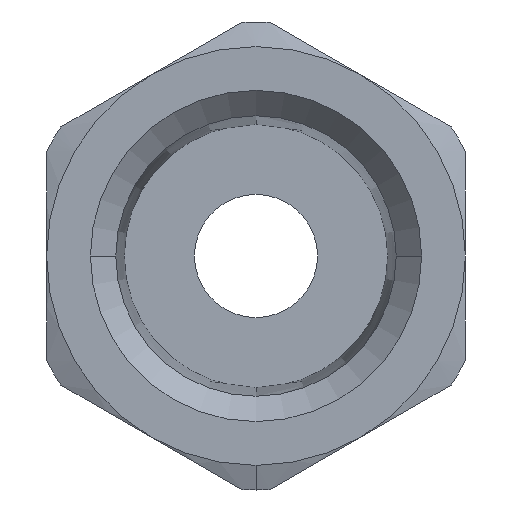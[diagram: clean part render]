
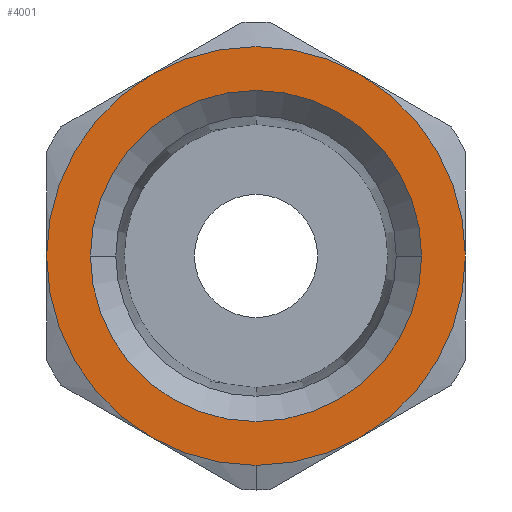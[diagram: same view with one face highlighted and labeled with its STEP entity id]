
A CAD part, left-side view. The second image highlights one B-rep face of the part: STEP entity #4001.
In plain terms, the highlighted planar face has unit normal (-1, 0, 0).
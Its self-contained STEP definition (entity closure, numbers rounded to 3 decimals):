
#258 = EDGE_CURVE ( 'NONE', #4530, #7179, #3595, .T. ) ;
#278 = VERTEX_POINT ( 'NONE', #4765 ) ;
#372 = ORIENTED_EDGE ( 'NONE', *, *, #6875, .F. ) ;
#446 = CARTESIAN_POINT ( 'NONE',  ( -16.35, 8.5, 0.01 ) ) ;
#653 = DIRECTION ( 'NONE',  ( 1., 0., 0. ) ) ;
#889 = CARTESIAN_POINT ( 'NONE',  ( -16.35, 0., 0.01 ) ) ;
#1161 = CIRCLE ( 'NONE', #7403, 8.5 ) ;
#1356 = ORIENTED_EDGE ( 'NONE', *, *, #2205, .T. ) ;
#1377 = VERTEX_POINT ( 'NONE', #2248 ) ;
#1486 = DIRECTION ( 'NONE',  ( 0., -1., 0. ) ) ;
#1487 = CIRCLE ( 'NONE', #3991, 8.5 ) ;
#1594 = DIRECTION ( 'NONE',  ( 0., 0., -1. ) ) ;
#1653 = DIRECTION ( 'NONE',  ( 0., 0., -1. ) ) ;
#1751 = CARTESIAN_POINT ( 'NONE',  ( -16.35, 4.25, 7.371 ) ) ;
#1829 = EDGE_LOOP ( 'NONE', ( #1356, #4158 ) ) ;
#1891 = ORIENTED_EDGE ( 'NONE', *, *, #8490, .F. ) ;
#2140 = EDGE_LOOP ( 'NONE', ( #3720, #1891, #372, #4626, #3851, #7233, #4819 ) ) ;
#2202 = EDGE_CURVE ( 'NONE', #7179, #8943, #5170, .T. ) ;
#2205 = EDGE_CURVE ( 'NONE', #2267, #3832, #5426, .T. ) ;
#2248 = CARTESIAN_POINT ( 'NONE',  ( -16.35, -4.25, -7.351 ) ) ;
#2267 = VERTEX_POINT ( 'NONE', #9560 ) ;
#2286 = CARTESIAN_POINT ( 'NONE',  ( -16.35, 4.25, -7.351 ) ) ;
#2328 = AXIS2_PLACEMENT_3D ( 'NONE', #889, #7099, #2444 ) ;
#2444 = DIRECTION ( 'NONE',  ( 0., 0., -1. ) ) ;
#2601 = CARTESIAN_POINT ( 'NONE',  ( -16.35, 0., 0.01 ) ) ;
#2636 = DIRECTION ( 'NONE',  ( 1., 0., 0. ) ) ;
#2945 = CARTESIAN_POINT ( 'NONE',  ( -16.35, 0., 0.01 ) ) ;
#3023 = DIRECTION ( 'NONE',  ( 0., 0., -1. ) ) ;
#3245 = DIRECTION ( 'NONE',  ( 1., 0., 0. ) ) ;
#3406 = EDGE_CURVE ( 'NONE', #8961, #4530, #6297, .T. ) ;
#3464 = DIRECTION ( 'NONE',  ( 0., 0., -1. ) ) ;
#3595 = CIRCLE ( 'NONE', #2328, 8.5 ) ;
#3647 = EDGE_CURVE ( 'NONE', #1377, #7825, #8352, .T. ) ;
#3720 = ORIENTED_EDGE ( 'NONE', *, *, #3647, .F. ) ;
#3832 = VERTEX_POINT ( 'NONE', #4537 ) ;
#3851 = ORIENTED_EDGE ( 'NONE', *, *, #258, .F. ) ;
#3897 = CARTESIAN_POINT ( 'NONE',  ( -16.35, 0., 0.01 ) ) ;
#3991 = AXIS2_PLACEMENT_3D ( 'NONE', #9356, #4602, #6127 ) ;
#4001 = ADVANCED_FACE ( 'NONE', ( #5920, #6277 ), #7852, .F. ) ;
#4158 = ORIENTED_EDGE ( 'NONE', *, *, #7075, .T. ) ;
#4530 = VERTEX_POINT ( 'NONE', #446 ) ;
#4537 = CARTESIAN_POINT ( 'NONE',  ( -16.35, 6.722, 0.01 ) ) ;
#4602 = DIRECTION ( 'NONE',  ( 1., 0., 0. ) ) ;
#4626 = ORIENTED_EDGE ( 'NONE', *, *, #2202, .F. ) ;
#4716 = DIRECTION ( 'NONE',  ( 0., -1., 0. ) ) ;
#4765 = CARTESIAN_POINT ( 'NONE',  ( -16.35, -8.5, 0.01 ) ) ;
#4819 = ORIENTED_EDGE ( 'NONE', *, *, #9166, .F. ) ;
#5060 = CARTESIAN_POINT ( 'NONE',  ( -16.35, 0., -8.49 ) ) ;
#5170 = CIRCLE ( 'NONE', #9809, 8.5 ) ;
#5267 = AXIS2_PLACEMENT_3D ( 'NONE', #3897, #5557, #4716 ) ;
#5426 = CIRCLE ( 'NONE', #5267, 6.722 ) ;
#5557 = DIRECTION ( 'NONE',  ( 1., 0., 0. ) ) ;
#5567 = CARTESIAN_POINT ( 'NONE',  ( -16.35, 0., 0.01 ) ) ;
#5920 = FACE_BOUND ( 'NONE', #1829, .T. ) ;
#5975 = DIRECTION ( 'NONE',  ( 1., 0., 0. ) ) ;
#6038 = DIRECTION ( 'NONE',  ( 1., 0., 0. ) ) ;
#6089 = AXIS2_PLACEMENT_3D ( 'NONE', #5567, #3245, #7184 ) ;
#6127 = DIRECTION ( 'NONE',  ( 0., 0., -1. ) ) ;
#6143 = AXIS2_PLACEMENT_3D ( 'NONE', #9292, #6268, #1653 ) ;
#6268 = DIRECTION ( 'NONE',  ( 1., 0., 0. ) ) ;
#6277 = FACE_OUTER_BOUND ( 'NONE', #2140, .T. ) ;
#6297 = CIRCLE ( 'NONE', #9661, 8.5 ) ;
#6875 = EDGE_CURVE ( 'NONE', #8943, #278, #1161, .T. ) ;
#7075 = EDGE_CURVE ( 'NONE', #3832, #2267, #9020, .T. ) ;
#7099 = DIRECTION ( 'NONE',  ( 1., 0., 0. ) ) ;
#7179 = VERTEX_POINT ( 'NONE', #1751 ) ;
#7184 = DIRECTION ( 'NONE',  ( 0., 0., -1. ) ) ;
#7233 = ORIENTED_EDGE ( 'NONE', *, *, #3406, .F. ) ;
#7360 = AXIS2_PLACEMENT_3D ( 'NONE', #2601, #2636, #3464 ) ;
#7403 = AXIS2_PLACEMENT_3D ( 'NONE', #9747, #5975, #9000 ) ;
#7769 = DIRECTION ( 'NONE',  ( 1., 0., 0. ) ) ;
#7825 = VERTEX_POINT ( 'NONE', #5060 ) ;
#7852 = PLANE ( 'NONE',  #6089 ) ;
#8352 = CIRCLE ( 'NONE', #6143, 8.5 ) ;
#8401 = CIRCLE ( 'NONE', #7360, 8.5 ) ;
#8490 = EDGE_CURVE ( 'NONE', #278, #1377, #1487, .T. ) ;
#8943 = VERTEX_POINT ( 'NONE', #9300 ) ;
#8961 = VERTEX_POINT ( 'NONE', #2286 ) ;
#9000 = DIRECTION ( 'NONE',  ( 0., 0., -1. ) ) ;
#9020 = CIRCLE ( 'NONE', #9281, 6.722 ) ;
#9150 = CARTESIAN_POINT ( 'NONE',  ( -16.35, 0., 0.01 ) ) ;
#9166 = EDGE_CURVE ( 'NONE', #7825, #8961, #8401, .T. ) ;
#9281 = AXIS2_PLACEMENT_3D ( 'NONE', #2945, #6038, #1486 ) ;
#9292 = CARTESIAN_POINT ( 'NONE',  ( -16.35, 0., 0.01 ) ) ;
#9300 = CARTESIAN_POINT ( 'NONE',  ( -16.35, -4.25, 7.371 ) ) ;
#9305 = CARTESIAN_POINT ( 'NONE',  ( -16.35, 0., 0.01 ) ) ;
#9356 = CARTESIAN_POINT ( 'NONE',  ( -16.35, 0., 0.01 ) ) ;
#9560 = CARTESIAN_POINT ( 'NONE',  ( -16.35, -6.722, 0.01 ) ) ;
#9661 = AXIS2_PLACEMENT_3D ( 'NONE', #9150, #653, #3023 ) ;
#9747 = CARTESIAN_POINT ( 'NONE',  ( -16.35, 0., 0.01 ) ) ;
#9809 = AXIS2_PLACEMENT_3D ( 'NONE', #9305, #7769, #1594 ) ;
